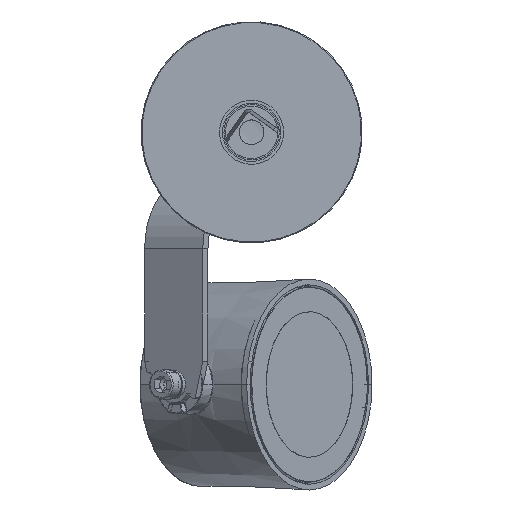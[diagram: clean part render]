
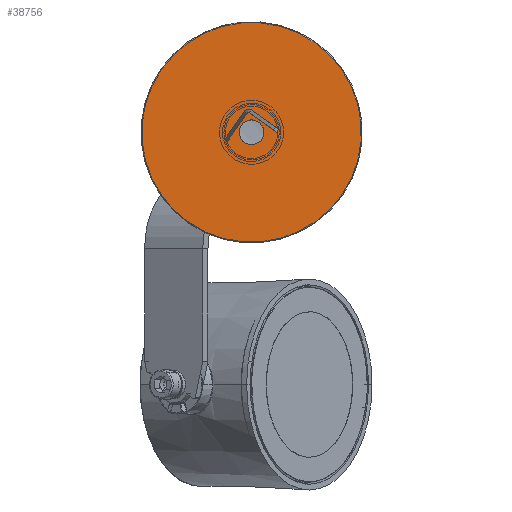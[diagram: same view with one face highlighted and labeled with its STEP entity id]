
A CAD part, front view. The second image highlights one B-rep face of the part: STEP entity #38756.
In plain terms, the highlighted face is planar.
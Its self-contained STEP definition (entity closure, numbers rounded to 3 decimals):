
#781 = DIRECTION ( 'NONE',  ( 1., 0., 0. ) ) ;
#3599 = ORIENTED_EDGE ( 'NONE', *, *, #13622, .F. ) ;
#3710 = FACE_BOUND ( 'NONE', #14017, .T. ) ;
#3746 = CIRCLE ( 'NONE', #32557, 4.25 ) ;
#6608 = AXIS2_PLACEMENT_3D ( 'NONE', #7796, #20795, #20583 ) ;
#6716 = ORIENTED_EDGE ( 'NONE', *, *, #37527, .T. ) ;
#7388 = DIRECTION ( 'NONE',  ( 0., 0., 1. ) ) ;
#7796 = CARTESIAN_POINT ( 'NONE',  ( 0., 0., 2. ) ) ;
#8639 = VERTEX_POINT ( 'NONE', #18689 ) ;
#9365 = DIRECTION ( 'NONE',  ( 1., 0., 0. ) ) ;
#10035 = CARTESIAN_POINT ( 'NONE',  ( 0., 0., 2. ) ) ;
#10455 = AXIS2_PLACEMENT_3D ( 'NONE', #38081, #22136, #9365 ) ;
#10646 = CARTESIAN_POINT ( 'NONE',  ( 0., 0., 2. ) ) ;
#11054 = PLANE ( 'NONE',  #29257 ) ;
#13622 = EDGE_CURVE ( 'NONE', #17951, #8639, #3746, .T. ) ;
#14017 = EDGE_LOOP ( 'NONE', ( #25792, #3599 ) ) ;
#15703 = DIRECTION ( 'NONE',  ( 1., 0., 0. ) ) ;
#16524 = FACE_OUTER_BOUND ( 'NONE', #25622, .T. ) ;
#17395 = CARTESIAN_POINT ( 'NONE',  ( 37.7, 0., 2. ) ) ;
#17831 = CIRCLE ( 'NONE', #10455, 37.7 ) ;
#17951 = VERTEX_POINT ( 'NONE', #23788 ) ;
#18689 = CARTESIAN_POINT ( 'NONE',  ( -4.25, 0., 2. ) ) ;
#19760 = DIRECTION ( 'NONE',  ( 1., 0., 0. ) ) ;
#20583 = DIRECTION ( 'NONE',  ( 1., 0., 0. ) ) ;
#20795 = DIRECTION ( 'NONE',  ( 0., 0., 1. ) ) ;
#22136 = DIRECTION ( 'NONE',  ( 0., 0., 1. ) ) ;
#22280 = EDGE_CURVE ( 'NONE', #8639, #17951, #24656, .T. ) ;
#23301 = CARTESIAN_POINT ( 'NONE',  ( 0., 0., 2. ) ) ;
#23420 = DIRECTION ( 'NONE',  ( 0., 0., 1. ) ) ;
#23788 = CARTESIAN_POINT ( 'NONE',  ( 4.25, 0., 2. ) ) ;
#23911 = CARTESIAN_POINT ( 'NONE',  ( -37.7, 0., 2. ) ) ;
#24656 = CIRCLE ( 'NONE', #6608, 4.25 ) ;
#25622 = EDGE_LOOP ( 'NONE', ( #29521, #6716 ) ) ;
#25792 = ORIENTED_EDGE ( 'NONE', *, *, #22280, .F. ) ;
#25940 = CIRCLE ( 'NONE', #31297, 37.7 ) ;
#29257 = AXIS2_PLACEMENT_3D ( 'NONE', #10646, #23420, #781 ) ;
#29521 = ORIENTED_EDGE ( 'NONE', *, *, #39225, .T. ) ;
#31297 = AXIS2_PLACEMENT_3D ( 'NONE', #23301, #7388, #19760 ) ;
#32261 = DIRECTION ( 'NONE',  ( 0., 0., 1. ) ) ;
#32557 = AXIS2_PLACEMENT_3D ( 'NONE', #10035, #32261, #15703 ) ;
#36054 = VERTEX_POINT ( 'NONE', #17395 ) ;
#37527 = EDGE_CURVE ( 'NONE', #36054, #39488, #17831, .T. ) ;
#38081 = CARTESIAN_POINT ( 'NONE',  ( 0., 0., 2. ) ) ;
#38756 = ADVANCED_FACE ( 'NONE', ( #3710, #16524 ), #11054, .T. ) ;
#39225 = EDGE_CURVE ( 'NONE', #39488, #36054, #25940, .T. ) ;
#39488 = VERTEX_POINT ( 'NONE', #23911 ) ;
